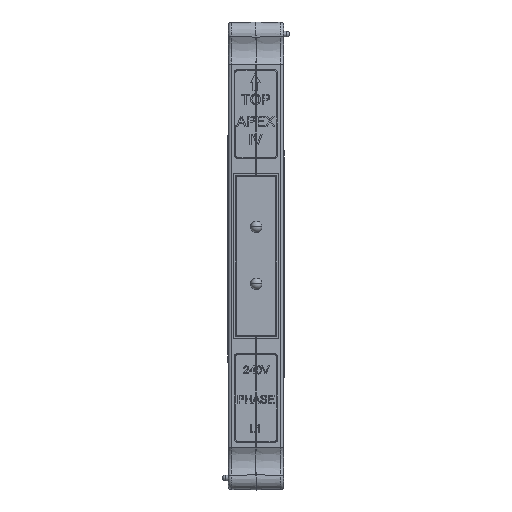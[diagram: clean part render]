
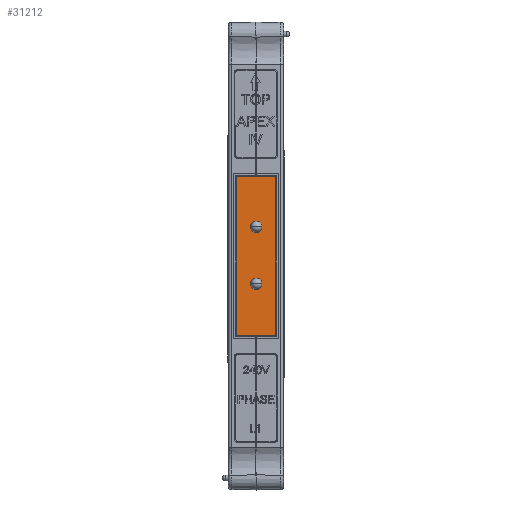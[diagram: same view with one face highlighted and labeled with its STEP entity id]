
A CAD part, top view. The second image highlights one B-rep face of the part: STEP entity #31212.
In plain terms, the highlighted planar face has unit normal (0, 0, 1).
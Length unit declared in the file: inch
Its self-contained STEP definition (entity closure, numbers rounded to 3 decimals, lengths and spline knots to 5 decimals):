
#585 = CARTESIAN_POINT ( 'NONE',  ( -1.18975, -0.3968, 0.04 ) ) ;
#859 = CARTESIAN_POINT ( 'NONE',  ( -1.68475, 1.53222, 0.04 ) ) ;
#1564 = AXIS2_PLACEMENT_3D ( 'NONE', #40630, #32584, #7661 ) ;
#2807 = CARTESIAN_POINT ( 'NONE',  ( -1.68475, 1.53222, 0.04 ) ) ;
#2978 = VERTEX_POINT ( 'NONE', #29815 ) ;
#3047 = CIRCLE ( 'NONE', #17044, 0.1 ) ;
#3193 = EDGE_CURVE ( 'NONE', #52761, #2978, #3047, .T. ) ;
#3577 = AXIS2_PLACEMENT_3D ( 'NONE', #34126, #38302, #29770 ) ;
#5330 = ORIENTED_EDGE ( 'NONE', *, *, #26175, .F. ) ;
#5969 = LINE ( 'NONE', #859, #47667 ) ;
#6930 = CARTESIAN_POINT ( 'NONE',  ( -1.68475, 1.53222, 0.04 ) ) ;
#7661 = DIRECTION ( 'NONE',  ( -1., 0., 0. ) ) ;
#8183 = EDGE_CURVE ( 'NONE', #20410, #9539, #28465, .T. ) ;
#8274 = DIRECTION ( 'NONE',  ( 1., 0., 0. ) ) ;
#9539 = VERTEX_POINT ( 'NONE', #585 ) ;
#10510 = CARTESIAN_POINT ( 'NONE',  ( -1.28975, 0.6032, 0.04 ) ) ;
#11640 = EDGE_LOOP ( 'NONE', ( #15654, #38363 ) ) ;
#11815 = VECTOR ( 'NONE', #28429, 39.37008 ) ;
#12000 = AXIS2_PLACEMENT_3D ( 'NONE', #47226, #46869, #18000 ) ;
#12116 = FACE_OUTER_BOUND ( 'NONE', #13635, .T. ) ;
#12413 = CIRCLE ( 'NONE', #1564, 0.1 ) ;
#13635 = EDGE_LOOP ( 'NONE', ( #27147, #5330, #44176, #52543 ) ) ;
#14345 = EDGE_CURVE ( 'NONE', #19457, #37175, #18943, .T. ) ;
#14458 = DIRECTION ( 'NONE',  ( 0., 1., 0. ) ) ;
#15083 = EDGE_CURVE ( 'NONE', #41715, #37175, #29221, .T. ) ;
#15614 = VECTOR ( 'NONE', #52746, 39.37008 ) ;
#15654 = ORIENTED_EDGE ( 'NONE', *, *, #17546, .T. ) ;
#17044 = AXIS2_PLACEMENT_3D ( 'NONE', #10510, #24527, #8274 ) ;
#17326 = ORIENTED_EDGE ( 'NONE', *, *, #23170, .F. ) ;
#17546 = EDGE_CURVE ( 'NONE', #9539, #20410, #12413, .T. ) ;
#18000 = DIRECTION ( 'NONE',  ( 1., 0., 0. ) ) ;
#18943 = LINE ( 'NONE', #26780, #42297 ) ;
#19445 = CARTESIAN_POINT ( 'NONE',  ( -0.89475, 1.53222, 0.04 ) ) ;
#19457 = VERTEX_POINT ( 'NONE', #44526 ) ;
#20410 = VERTEX_POINT ( 'NONE', #26866 ) ;
#20582 = PLANE ( 'NONE',  #39756 ) ;
#20759 = DIRECTION ( 'NONE',  ( 0., 0., -1. ) ) ;
#22081 = CARTESIAN_POINT ( 'NONE',  ( -1.38975, 0.6032, 0.04 ) ) ;
#22504 = FACE_BOUND ( 'NONE', #11640, .T. ) ;
#23170 = EDGE_CURVE ( 'NONE', #2978, #52761, #24975, .T. ) ;
#24527 = DIRECTION ( 'NONE',  ( 0., 0., 1. ) ) ;
#24975 = CIRCLE ( 'NONE', #12000, 0.1 ) ;
#25282 = VERTEX_POINT ( 'NONE', #48954 ) ;
#26175 = EDGE_CURVE ( 'NONE', #19457, #25282, #53500, .T. ) ;
#26780 = CARTESIAN_POINT ( 'NONE',  ( -0.89475, -1.35778, 0.04 ) ) ;
#26866 = CARTESIAN_POINT ( 'NONE',  ( -1.38975, -0.3968, 0.04 ) ) ;
#27147 = ORIENTED_EDGE ( 'NONE', *, *, #48255, .T. ) ;
#28429 = DIRECTION ( 'NONE',  ( -1., 0., 0. ) ) ;
#28465 = CIRCLE ( 'NONE', #3577, 0.1 ) ;
#29074 = DIRECTION ( 'NONE',  ( -1., 0., 0. ) ) ;
#29221 = LINE ( 'NONE', #2807, #15614 ) ;
#29770 = DIRECTION ( 'NONE',  ( -1., 0., 0. ) ) ;
#29815 = CARTESIAN_POINT ( 'NONE',  ( -1.18975, 0.6032, 0.04 ) ) ;
#31092 = ORIENTED_EDGE ( 'NONE', *, *, #3193, .F. ) ;
#31212 = ADVANCED_FACE ( 'NONE', ( #12116, #52477, #22504 ), #20582, .F. ) ;
#32584 = DIRECTION ( 'NONE',  ( 0., 0., -1. ) ) ;
#33219 = CARTESIAN_POINT ( 'NONE',  ( -1.68475, -1.35778, 0.04 ) ) ;
#34126 = CARTESIAN_POINT ( 'NONE',  ( -1.28975, -0.3968, 0.04 ) ) ;
#37175 = VERTEX_POINT ( 'NONE', #19445 ) ;
#38302 = DIRECTION ( 'NONE',  ( 0., 0., -1. ) ) ;
#38363 = ORIENTED_EDGE ( 'NONE', *, *, #8183, .T. ) ;
#39756 = AXIS2_PLACEMENT_3D ( 'NONE', #33219, #20759, #29074 ) ;
#40630 = CARTESIAN_POINT ( 'NONE',  ( -1.28975, -0.3968, 0.04 ) ) ;
#41715 = VERTEX_POINT ( 'NONE', #6930 ) ;
#42297 = VECTOR ( 'NONE', #14458, 39.37008 ) ;
#44176 = ORIENTED_EDGE ( 'NONE', *, *, #14345, .T. ) ;
#44526 = CARTESIAN_POINT ( 'NONE',  ( -0.89475, -1.35778, 0.04 ) ) ;
#46740 = DIRECTION ( 'NONE',  ( 0., -1., 0. ) ) ;
#46869 = DIRECTION ( 'NONE',  ( 0., 0., 1. ) ) ;
#47226 = CARTESIAN_POINT ( 'NONE',  ( -1.28975, 0.6032, 0.04 ) ) ;
#47667 = VECTOR ( 'NONE', #46740, 39.37008 ) ;
#48255 = EDGE_CURVE ( 'NONE', #41715, #25282, #5969, .T. ) ;
#48954 = CARTESIAN_POINT ( 'NONE',  ( -1.68475, -1.35778, 0.04 ) ) ;
#51484 = EDGE_LOOP ( 'NONE', ( #17326, #31092 ) ) ;
#52477 = FACE_BOUND ( 'NONE', #51484, .T. ) ;
#52543 = ORIENTED_EDGE ( 'NONE', *, *, #15083, .F. ) ;
#52746 = DIRECTION ( 'NONE',  ( 1., 0., 0. ) ) ;
#52761 = VERTEX_POINT ( 'NONE', #22081 ) ;
#53385 = CARTESIAN_POINT ( 'NONE',  ( -0.89475, -1.35778, 0.04 ) ) ;
#53500 = LINE ( 'NONE', #53385, #11815 ) ;
